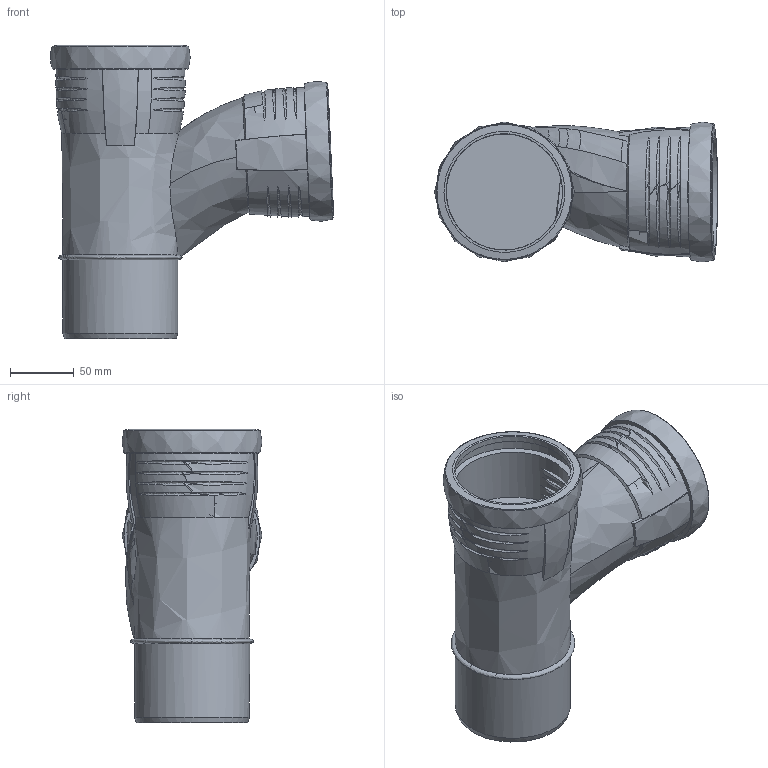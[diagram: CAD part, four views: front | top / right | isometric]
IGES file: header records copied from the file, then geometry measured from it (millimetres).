
Global section: file name: 393440; native system: Autodesk Inventor 2021; preprocessor: unknown; author: JANAN; date: 20220916.144526; units: millimetre
Bounding box: 221.65 x 109.5 x 230 mm (x, y, z)
Volume: 1425865.3 mm3; surface area: 191235 mm2
Topology: 2 solids, 5 shells, 86 faces, 215 edges, 150 vertices
Faces by surface type: bspline 86
